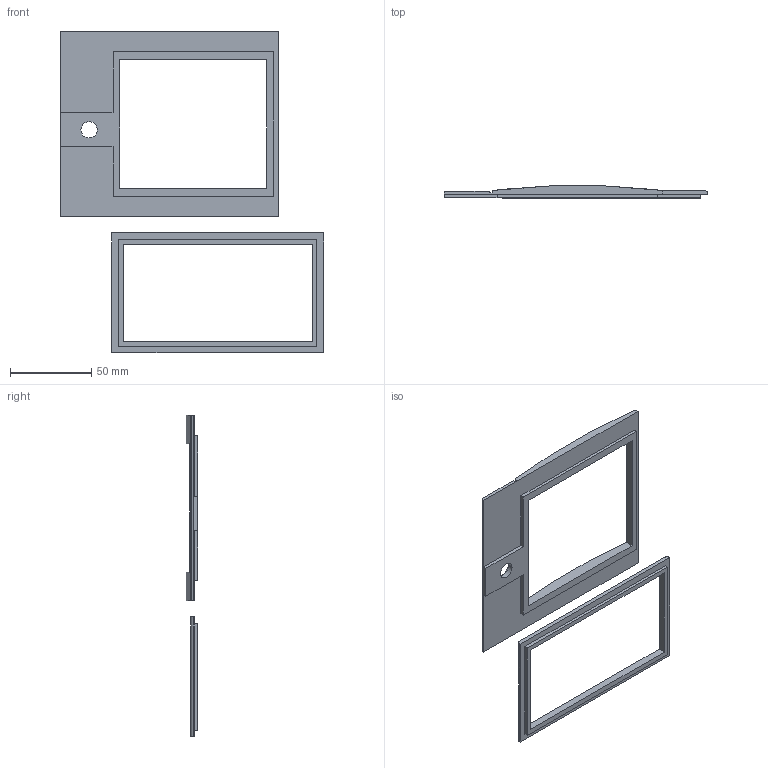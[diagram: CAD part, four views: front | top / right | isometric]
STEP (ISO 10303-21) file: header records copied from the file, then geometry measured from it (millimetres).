
FILE_DESCRIPTION(('CATIA V5 STEP Exchange'),'2;1');
FILE_NAME('1SDH001295R0380_1PA_001_00_XT2_4P_WITHDRAWABLE_MOSTRINA_DIFFE.stp','2014-11-11T15:27:39+00:00',('none'),('none'),'CATIA Version 5 Release 20 SP 1 (IN-10)','CATIA V5 STEP AP214','none');
FILE_SCHEMA(('AUTOMOTIVE_DESIGN { 1 0 10303 214 1 1 1 1 }'));
Length unit declared in the file: millimetre
Products named in the file (1): 1SDH001295R0380_1PA_001_00_XT2_4P_WITHDRAWABLE_MOSTRINA_DIFFE
Bounding box: 162.25 x 7.24 x 198 mm (x, y, z)
Volume: 39005.7 mm3; surface area: 29475.3 mm2
Topology: 2 solids, 2 shells, 46 faces, 121 edges, 80 vertices
Faces by surface type: plane 35, cylinder 9, torus 2
Entity records: 1737 total; most frequent: CARTESIAN_POINT 245, ORIENTED_EDGE 242, DIRECTION 207, EDGE_CURVE 121, VECTOR 97, LINE 97, VERTEX_POINT 80, AXIS2_PLACEMENT_3D 68
